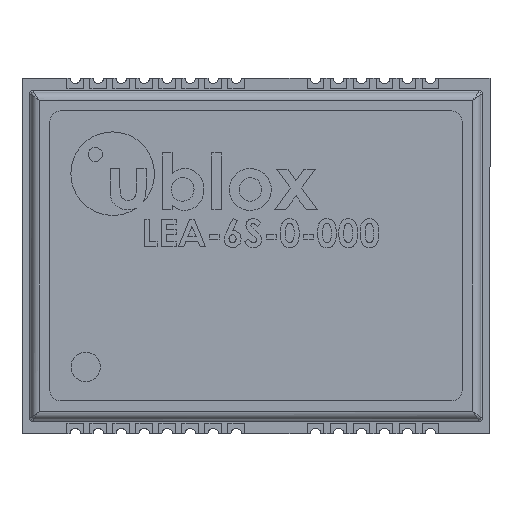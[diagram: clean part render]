
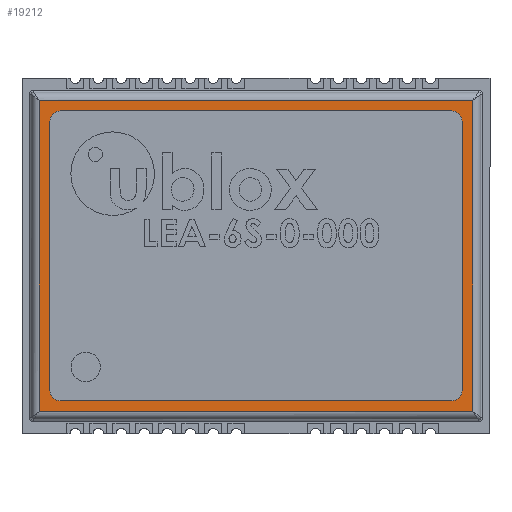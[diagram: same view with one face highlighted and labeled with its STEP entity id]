
A CAD part, top view. The second image highlights one B-rep face of the part: STEP entity #19212.
In plain terms, the highlighted planar face has unit normal (0, 0, 1).
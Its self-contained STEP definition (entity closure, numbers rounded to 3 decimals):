
#84 = AXIS2_PLACEMENT_3D ( 'NONE', #1492, #16850, #3699 ) ;
#110 = CARTESIAN_POINT ( 'NONE',  ( 9.363, 6.938, 2.4 ) ) ;
#154 = LINE ( 'NONE', #289, #4617 ) ;
#289 = CARTESIAN_POINT ( 'NONE',  ( -9.363, -6.938, 2.4 ) ) ;
#356 = DIRECTION ( 'NONE',  ( 1., 0., 0. ) ) ;
#531 = VERTEX_POINT ( 'NONE', #24073 ) ;
#767 = EDGE_CURVE ( 'NONE', #8534, #11971, #22751, .T. ) ;
#1040 = EDGE_CURVE ( 'NONE', #20743, #531, #19846, .T. ) ;
#1492 = CARTESIAN_POINT ( 'NONE',  ( -9.363, -6.438, 2.4 ) ) ;
#1557 = ORIENTED_EDGE ( 'NONE', *, *, #12476, .T. ) ;
#1663 = ORIENTED_EDGE ( 'NONE', *, *, #1040, .F. ) ;
#2117 = CIRCLE ( 'NONE', #25686, 0.5 ) ;
#3032 = CARTESIAN_POINT ( 'NONE',  ( 9.363, -6.438, 2.4 ) ) ;
#3087 = ORIENTED_EDGE ( 'NONE', *, *, #21275, .T. ) ;
#3124 = AXIS2_PLACEMENT_3D ( 'NONE', #3032, #18433, #5245 ) ;
#3699 = DIRECTION ( 'NONE',  ( 1., 0., 0. ) ) ;
#4176 = DIRECTION ( 'NONE',  ( -1., 0., 0. ) ) ;
#4272 = PLANE ( 'NONE',  #24517 ) ;
#4617 = VECTOR ( 'NONE', #5059, 1000. ) ;
#4736 = VERTEX_POINT ( 'NONE', #5255 ) ;
#4827 = CARTESIAN_POINT ( 'NONE',  ( 9.863, -6.438, 2.4 ) ) ;
#5059 = DIRECTION ( 'NONE',  ( 1., 0., 0. ) ) ;
#5196 = VERTEX_POINT ( 'NONE', #5647 ) ;
#5245 = DIRECTION ( 'NONE',  ( 1., 0., 0. ) ) ;
#5255 = CARTESIAN_POINT ( 'NONE',  ( 10.363, 7.438, 2.4 ) ) ;
#5647 = CARTESIAN_POINT ( 'NONE',  ( 10.363, -7.438, 2.4 ) ) ;
#5877 = EDGE_CURVE ( 'NONE', #4736, #11413, #12063, .T. ) ;
#6296 = VERTEX_POINT ( 'NONE', #22383 ) ;
#6385 = CARTESIAN_POINT ( 'NONE',  ( 10.763, -7.838, 2.4 ) ) ;
#6387 = CARTESIAN_POINT ( 'NONE',  ( -9.363, 6.938, 2.4 ) ) ;
#6926 = ORIENTED_EDGE ( 'NONE', *, *, #20556, .T. ) ;
#7528 = AXIS2_PLACEMENT_3D ( 'NONE', #9232, #24626, #11441 ) ;
#7683 = CARTESIAN_POINT ( 'NONE',  ( -10.363, -7.838, 2.4 ) ) ;
#7876 = CARTESIAN_POINT ( 'NONE',  ( -9.363, 6.938, 2.4 ) ) ;
#7955 = DIRECTION ( 'NONE',  ( 0., 0., 1. ) ) ;
#8534 = VERTEX_POINT ( 'NONE', #110 ) ;
#8835 = ORIENTED_EDGE ( 'NONE', *, *, #18315, .F. ) ;
#9232 = CARTESIAN_POINT ( 'NONE',  ( -9.363, 6.438, 2.4 ) ) ;
#9629 = CARTESIAN_POINT ( 'NONE',  ( -9.863, 6.438, 2.4 ) ) ;
#9860 = DIRECTION ( 'NONE',  ( 0., -1., 0. ) ) ;
#9901 = VECTOR ( 'NONE', #9860, 1000. ) ;
#10746 = ORIENTED_EDGE ( 'NONE', *, *, #24235, .F. ) ;
#10867 = DIRECTION ( 'NONE',  ( 1., 0., 0. ) ) ;
#11413 = VERTEX_POINT ( 'NONE', #13789 ) ;
#11441 = DIRECTION ( 'NONE',  ( 1., 0., 0. ) ) ;
#11971 = VERTEX_POINT ( 'NONE', #7876 ) ;
#12063 = LINE ( 'NONE', #18761, #23812 ) ;
#12069 = CARTESIAN_POINT ( 'NONE',  ( 10.363, 7.838, 2.4 ) ) ;
#12476 = EDGE_CURVE ( 'NONE', #5196, #4736, #19721, .T. ) ;
#12505 = CARTESIAN_POINT ( 'NONE',  ( 9.363, -6.938, 2.4 ) ) ;
#12527 = ORIENTED_EDGE ( 'NONE', *, *, #5877, .T. ) ;
#12962 = ORIENTED_EDGE ( 'NONE', *, *, #25596, .F. ) ;
#13510 = CARTESIAN_POINT ( 'NONE',  ( -9.863, 6.438, 2.4 ) ) ;
#13789 = CARTESIAN_POINT ( 'NONE',  ( -10.363, 7.438, 2.4 ) ) ;
#13838 = VECTOR ( 'NONE', #27444, 1000. ) ;
#14302 = EDGE_LOOP ( 'NONE', ( #3087, #6926, #1557, #12527 ) ) ;
#15545 = CARTESIAN_POINT ( 'NONE',  ( 10.763, -7.438, 2.4 ) ) ;
#15722 = DIRECTION ( 'NONE',  ( 0., -1., 0. ) ) ;
#16035 = LINE ( 'NONE', #25308, #16723 ) ;
#16449 = ORIENTED_EDGE ( 'NONE', *, *, #21976, .F. ) ;
#16576 = DIRECTION ( 'NONE',  ( 0., 1., 0. ) ) ;
#16723 = VECTOR ( 'NONE', #16576, 1000. ) ;
#16850 = DIRECTION ( 'NONE',  ( 0., 0., 1. ) ) ;
#17496 = FACE_OUTER_BOUND ( 'NONE', #14302, .T. ) ;
#17553 = VERTEX_POINT ( 'NONE', #12505 ) ;
#18315 = EDGE_CURVE ( 'NONE', #17553, #25341, #23798, .T. ) ;
#18433 = DIRECTION ( 'NONE',  ( 0., 0., 1. ) ) ;
#18761 = CARTESIAN_POINT ( 'NONE',  ( -10.763, 7.438, 2.4 ) ) ;
#19134 = VECTOR ( 'NONE', #15722, 1000. ) ;
#19212 = ADVANCED_FACE ( 'NONE', ( #17496, #23334 ), #4272, .T. ) ;
#19721 = LINE ( 'NONE', #12069, #13838 ) ;
#19846 = LINE ( 'NONE', #13510, #19134 ) ;
#20191 = CARTESIAN_POINT ( 'NONE',  ( -10.363, -7.438, 2.4 ) ) ;
#20314 = CARTESIAN_POINT ( 'NONE',  ( -9.363, -6.938, 2.4 ) ) ;
#20556 = EDGE_CURVE ( 'NONE', #27234, #5196, #22671, .T. ) ;
#20628 = VERTEX_POINT ( 'NONE', #20314 ) ;
#20743 = VERTEX_POINT ( 'NONE', #9629 ) ;
#20951 = DIRECTION ( 'NONE',  ( -1., 0., 0. ) ) ;
#21135 = CARTESIAN_POINT ( 'NONE',  ( 9.363, 6.438, 2.4 ) ) ;
#21275 = EDGE_CURVE ( 'NONE', #11413, #27234, #21633, .T. ) ;
#21633 = LINE ( 'NONE', #7683, #9901 ) ;
#21976 = EDGE_CURVE ( 'NONE', #25341, #6296, #16035, .T. ) ;
#21992 = VECTOR ( 'NONE', #356, 1000. ) ;
#22022 = EDGE_CURVE ( 'NONE', #531, #20628, #28047, .T. ) ;
#22383 = CARTESIAN_POINT ( 'NONE',  ( 9.863, 6.438, 2.4 ) ) ;
#22671 = LINE ( 'NONE', #15545, #21992 ) ;
#22751 = LINE ( 'NONE', #6387, #27877 ) ;
#23000 = ORIENTED_EDGE ( 'NONE', *, *, #27211, .F. ) ;
#23135 = ORIENTED_EDGE ( 'NONE', *, *, #767, .F. ) ;
#23334 = FACE_BOUND ( 'NONE', #27719, .T. ) ;
#23377 = DIRECTION ( 'NONE',  ( 1., 0., 0. ) ) ;
#23798 = CIRCLE ( 'NONE', #3124, 0.5 ) ;
#23812 = VECTOR ( 'NONE', #20951, 1000. ) ;
#24073 = CARTESIAN_POINT ( 'NONE',  ( -9.863, -6.438, 2.4 ) ) ;
#24092 = DIRECTION ( 'NONE',  ( 0., 0., 1. ) ) ;
#24235 = EDGE_CURVE ( 'NONE', #20628, #17553, #154, .T. ) ;
#24517 = AXIS2_PLACEMENT_3D ( 'NONE', #6385, #24092, #10867 ) ;
#24626 = DIRECTION ( 'NONE',  ( 0., 0., 1. ) ) ;
#24786 = CIRCLE ( 'NONE', #7528, 0.5 ) ;
#24818 = ORIENTED_EDGE ( 'NONE', *, *, #22022, .F. ) ;
#25308 = CARTESIAN_POINT ( 'NONE',  ( 9.863, 6.438, 2.4 ) ) ;
#25341 = VERTEX_POINT ( 'NONE', #4827 ) ;
#25596 = EDGE_CURVE ( 'NONE', #6296, #8534, #2117, .T. ) ;
#25686 = AXIS2_PLACEMENT_3D ( 'NONE', #21135, #7955, #23377 ) ;
#27211 = EDGE_CURVE ( 'NONE', #11971, #20743, #24786, .T. ) ;
#27234 = VERTEX_POINT ( 'NONE', #20191 ) ;
#27444 = DIRECTION ( 'NONE',  ( 0., 1., 0. ) ) ;
#27719 = EDGE_LOOP ( 'NONE', ( #23135, #12962, #16449, #8835, #10746, #24818, #1663, #23000 ) ) ;
#27877 = VECTOR ( 'NONE', #4176, 1000. ) ;
#28047 = CIRCLE ( 'NONE', #84, 0.5 ) ;
